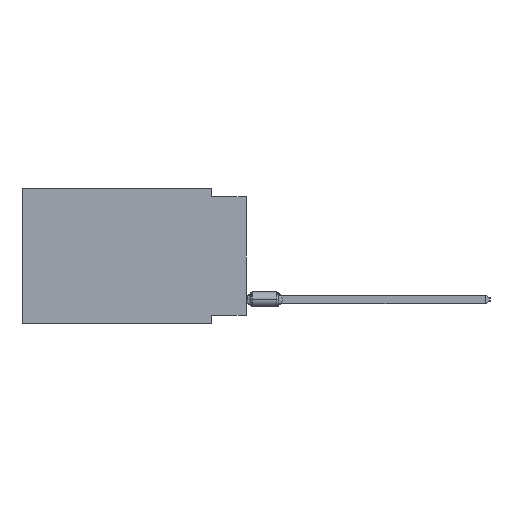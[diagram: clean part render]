
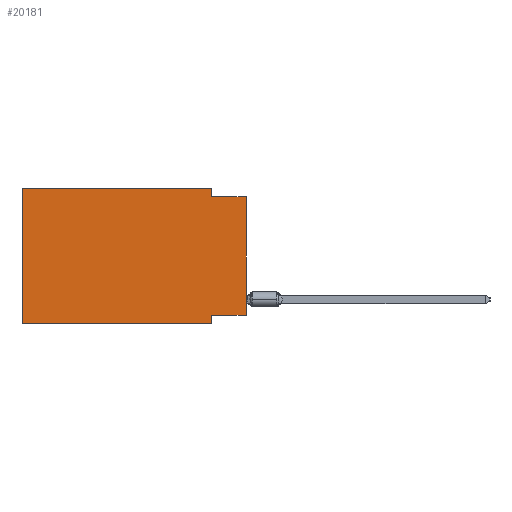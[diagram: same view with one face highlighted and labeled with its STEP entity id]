
A CAD part, left-side view. The second image highlights one B-rep face of the part: STEP entity #20181.
In plain terms, the highlighted planar face has unit normal (-1, 0, 0).
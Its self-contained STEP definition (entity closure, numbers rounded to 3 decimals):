
#233 = ORIENTED_EDGE ( 'NONE', *, *, #16632, .F. ) ;
#682 = LINE ( 'NONE', #12676, #22507 ) ;
#872 = DIRECTION ( 'NONE',  ( 0., 0., -1. ) ) ;
#880 = VECTOR ( 'NONE', #1514, 1000. ) ;
#1112 = LINE ( 'NONE', #33707, #26162 ) ;
#1514 = DIRECTION ( 'NONE',  ( 0., -1., 0. ) ) ;
#1721 = EDGE_LOOP ( 'NONE', ( #2169, #233, #36151, #9945, #6549, #27889, #11249, #11740 ) ) ;
#2169 = ORIENTED_EDGE ( 'NONE', *, *, #19681, .T. ) ;
#2592 = CARTESIAN_POINT ( 'NONE',  ( 0., 0., 0. ) ) ;
#2637 = CARTESIAN_POINT ( 'NONE',  ( 0., 0., -0.635 ) ) ;
#2729 = PLANE ( 'NONE',  #6870 ) ;
#4124 = LINE ( 'NONE', #6883, #24968 ) ;
#4411 = EDGE_CURVE ( 'NONE', #33473, #17456, #1112, .T. ) ;
#4998 = VERTEX_POINT ( 'NONE', #23413 ) ;
#5447 = CARTESIAN_POINT ( 'NONE',  ( 0., 0., -9.271 ) ) ;
#5573 = DIRECTION ( 'NONE',  ( 0., -1., 0. ) ) ;
#6100 = CARTESIAN_POINT ( 'NONE',  ( 0., 2.54, -9.271 ) ) ;
#6256 = DIRECTION ( 'NONE',  ( 0., -1., 0. ) ) ;
#6549 = ORIENTED_EDGE ( 'NONE', *, *, #28686, .F. ) ;
#6870 = AXIS2_PLACEMENT_3D ( 'NONE', #32766, #14311, #32951 ) ;
#6883 = CARTESIAN_POINT ( 'NONE',  ( 0., 16.383, 0. ) ) ;
#7953 = CARTESIAN_POINT ( 'NONE',  ( 0., 0., -9.271 ) ) ;
#9945 = ORIENTED_EDGE ( 'NONE', *, *, #4411, .F. ) ;
#11249 = ORIENTED_EDGE ( 'NONE', *, *, #22387, .F. ) ;
#11262 = LINE ( 'NONE', #22845, #20121 ) ;
#11740 = ORIENTED_EDGE ( 'NONE', *, *, #38465, .F. ) ;
#12012 = DIRECTION ( 'NONE',  ( 0., 0., 1. ) ) ;
#12676 = CARTESIAN_POINT ( 'NONE',  ( 0., 2.54, 0. ) ) ;
#12996 = CARTESIAN_POINT ( 'NONE',  ( 0., 0., -0.635 ) ) ;
#13320 = VECTOR ( 'NONE', #5573, 1000. ) ;
#13560 = VERTEX_POINT ( 'NONE', #31177 ) ;
#14311 = DIRECTION ( 'NONE',  ( 1., 0., 0. ) ) ;
#14411 = LINE ( 'NONE', #2637, #13320 ) ;
#16595 = VECTOR ( 'NONE', #29601, 1000. ) ;
#16632 = EDGE_CURVE ( 'NONE', #4998, #33831, #14411, .T. ) ;
#17456 = VERTEX_POINT ( 'NONE', #21573 ) ;
#19063 = CARTESIAN_POINT ( 'NONE',  ( 0., 2.54, -9.906 ) ) ;
#19184 = LINE ( 'NONE', #25072, #880 ) ;
#19497 = EDGE_CURVE ( 'NONE', #17456, #4998, #682, .T. ) ;
#19681 = EDGE_CURVE ( 'NONE', #20816, #33831, #26721, .T. ) ;
#20046 = VECTOR ( 'NONE', #12012, 1000. ) ;
#20121 = VECTOR ( 'NONE', #37765, 1000. ) ;
#20181 = ADVANCED_FACE ( 'NONE', ( #35702 ), #2729, .F. ) ;
#20816 = VERTEX_POINT ( 'NONE', #7953 ) ;
#21477 = VERTEX_POINT ( 'NONE', #19063 ) ;
#21573 = CARTESIAN_POINT ( 'NONE',  ( 0., 2.54, 0. ) ) ;
#22387 = EDGE_CURVE ( 'NONE', #34090, #21477, #11262, .T. ) ;
#22507 = VECTOR ( 'NONE', #872, 1000. ) ;
#22845 = CARTESIAN_POINT ( 'NONE',  ( 0., 2.54, -9.906 ) ) ;
#23413 = CARTESIAN_POINT ( 'NONE',  ( 0., 2.54, -0.635 ) ) ;
#24968 = VECTOR ( 'NONE', #33577, 1000. ) ;
#25072 = CARTESIAN_POINT ( 'NONE',  ( 0., 16.383, -9.906 ) ) ;
#26059 = LINE ( 'NONE', #5447, #16595 ) ;
#26162 = VECTOR ( 'NONE', #6256, 1000. ) ;
#26721 = LINE ( 'NONE', #2592, #20046 ) ;
#27889 = ORIENTED_EDGE ( 'NONE', *, *, #35893, .T. ) ;
#28686 = EDGE_CURVE ( 'NONE', #13560, #33473, #4124, .T. ) ;
#29601 = DIRECTION ( 'NONE',  ( 0., 1., 0. ) ) ;
#31177 = CARTESIAN_POINT ( 'NONE',  ( 0., 16.383, -9.906 ) ) ;
#31502 = CARTESIAN_POINT ( 'NONE',  ( 0., 16.383, 0. ) ) ;
#32766 = CARTESIAN_POINT ( 'NONE',  ( 0., 16.383, 0. ) ) ;
#32951 = DIRECTION ( 'NONE',  ( 0., 0., -1. ) ) ;
#33473 = VERTEX_POINT ( 'NONE', #31502 ) ;
#33577 = DIRECTION ( 'NONE',  ( 0., 0., 1. ) ) ;
#33707 = CARTESIAN_POINT ( 'NONE',  ( 0., 16.383, 0. ) ) ;
#33831 = VERTEX_POINT ( 'NONE', #12996 ) ;
#34090 = VERTEX_POINT ( 'NONE', #6100 ) ;
#35702 = FACE_OUTER_BOUND ( 'NONE', #1721, .T. ) ;
#35893 = EDGE_CURVE ( 'NONE', #13560, #21477, #19184, .T. ) ;
#36151 = ORIENTED_EDGE ( 'NONE', *, *, #19497, .F. ) ;
#37765 = DIRECTION ( 'NONE',  ( 0., 0., -1. ) ) ;
#38465 = EDGE_CURVE ( 'NONE', #20816, #34090, #26059, .T. ) ;
